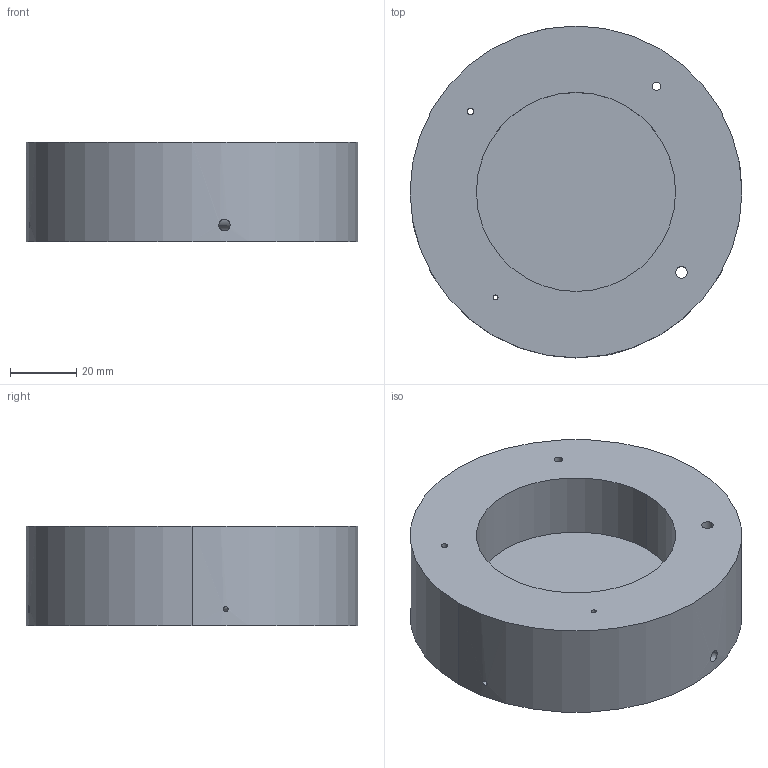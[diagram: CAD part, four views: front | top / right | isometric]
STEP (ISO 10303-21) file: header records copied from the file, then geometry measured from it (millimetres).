
FILE_DESCRIPTION (( 'STEP AP214' ), '1' );
FILE_NAME ('Tiegel.STEP', '2025-07-17T15:18:25', ( '' ), ( '' ), 'SwSTEP 2.0', 'SolidWorks 2023', '' );
FILE_SCHEMA (( 'AUTOMOTIVE_DESIGN' ));
Length unit declared in the file: millimetre
Products named in the file (1): Tiegel
Bounding box: 100 x 100 x 30 mm (x, y, z)
Volume: 177704.7 mm3; surface area: 30955.9 mm2
Topology: 1 solids, 1 shells, 31 faces, 76 edges, 44 vertices
Faces by surface type: cylinder 20, cone 8, plane 3
Entity records: 1035 total; most frequent: CARTESIAN_POINT 294, DIRECTION 156, ORIENTED_EDGE 136, EDGE_CURVE 68, AXIS2_PLACEMENT_3D 64, EDGE_LOOP 44, VERTEX_POINT 44, CIRCLE 32
